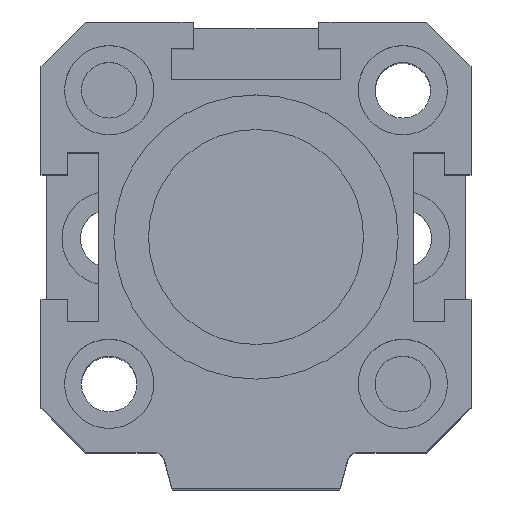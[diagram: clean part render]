
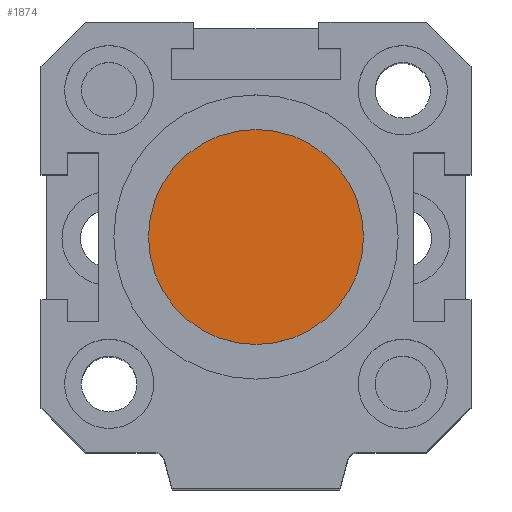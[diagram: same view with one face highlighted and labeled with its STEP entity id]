
A CAD part, top view. The second image highlights one B-rep face of the part: STEP entity #1874.
In plain terms, the highlighted planar face has unit normal (0, 0, 1).
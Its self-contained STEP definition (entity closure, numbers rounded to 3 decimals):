
#368=PLANE('',#2039);
#547=FACE_OUTER_BOUND('',#699,.T.);
#699=EDGE_LOOP('',(#1508));
#771=CIRCLE('',#1917,10.25);
#847=VERTEX_POINT('',#2642);
#1017=EDGE_CURVE('',#847,#847,#771,.T.);
#1508=ORIENTED_EDGE('',*,*,#1017,.T.);
#1874=ADVANCED_FACE('',(#547),#368,.T.);
#1917=AXIS2_PLACEMENT_3D('',#2643,#2114,#2115);
#2039=AXIS2_PLACEMENT_3D('',#2992,#2468,#2469);
#2114=DIRECTION('center_axis',(0.,0.,1.));
#2115=DIRECTION('ref_axis',(-1.,0.,0.));
#2468=DIRECTION('center_axis',(0.,0.,1.));
#2469=DIRECTION('ref_axis',(1.,0.,0.));
#2642=CARTESIAN_POINT('',(10.25,0.,0.));
#2643=CARTESIAN_POINT('Origin',(0.,0.,0.));
#2992=CARTESIAN_POINT('Origin',(0.,0.452,
0.));
